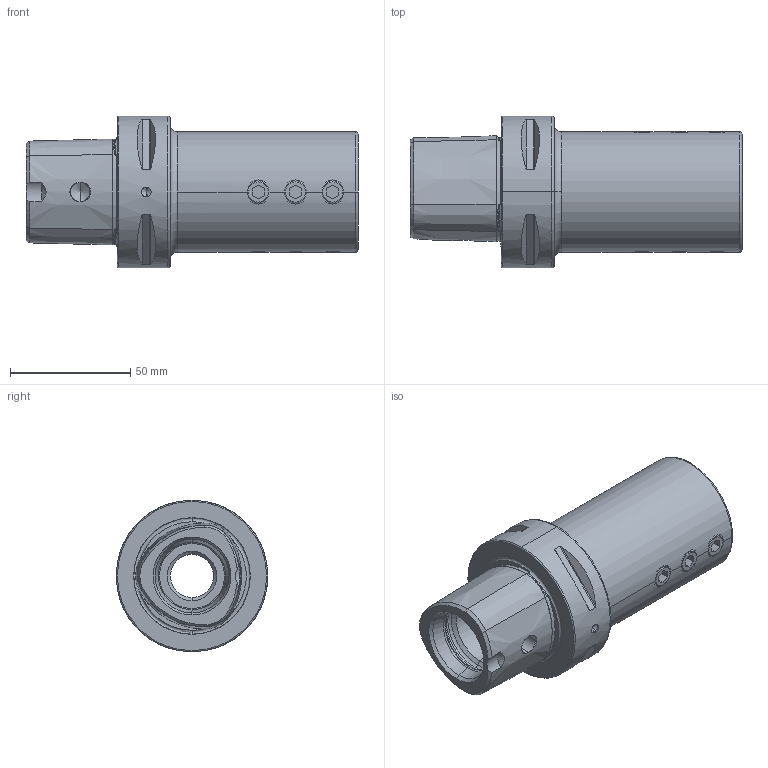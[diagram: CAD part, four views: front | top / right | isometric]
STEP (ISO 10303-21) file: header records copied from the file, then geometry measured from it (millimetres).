
FILE_DESCRIPTION (( 'STEP AP214' ), '1' );
FILE_NAME ('PS6-B25.K01.100.STEP', '2016-02-10T14:08:26', ( 'SWIAdmin' ), ( 'Hewlett-Packard Company' ), 'SwSTEP 2.0', 'SolidWorks 2015', '' );
FILE_SCHEMA (( 'AUTOMOTIVE_DESIGN' ));
Length unit declared in the file: millimetre
Products named in the file (3): PS6-B25.K01.100_B; PS6-B25.K01.100; ISO 4026 - M10 x 12_PreviewCfg
Assembly tree (10 placements, depth 2):
  PS6-B25.K01.100
    PS6-B25.K01.100_B
    ISO 4026 - M10 x 12_PreviewCfg  x9
Bounding box: 138 x 63 x 63 mm (x, y, z)
Volume: 213463.6 mm3; surface area: 44875.7 mm2
Topology: 10 solids, 10 shells, 286 faces, 687 edges, 422 vertices
Faces by surface type: plane 102, cone 79, cylinder 67, torus 38
Entity records: 7076 total; most frequent: CARTESIAN_POINT 2740, ORIENTED_EDGE 854, DIRECTION 818, EDGE_CURVE 427, AXIS2_PLACEMENT_3D 340, VERTEX_POINT 262, EDGE_LOOP 185, FACE_OUTER_BOUND 166
